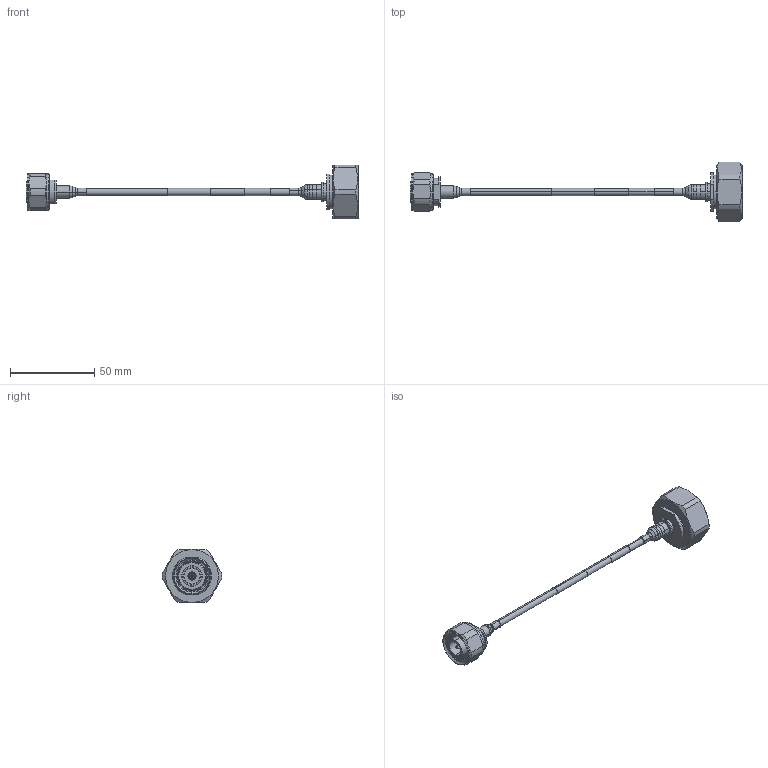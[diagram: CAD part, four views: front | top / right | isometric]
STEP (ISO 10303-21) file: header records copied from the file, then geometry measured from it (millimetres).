
FILE_DESCRIPTION (( 'STEP AP214' ), '1' );
FILE_NAME ('FMCA2472_3D.step', '2024-07-18T18:16:32', ( '' ), ( '' ), 'SwSTEP 2.0', 'SolidWorks 2022', '' );
FILE_SCHEMA (( 'AUTOMOTIVE_DESIGN' ));
Length unit declared in the file: inch
Products named in the file (6): Copy of TC-402-4195M-LP-PE^FMCA2472; Copy of TFT-402-MA1^FMCA2472; Copy of TFT-402-MA1^FMCA2472_1.5; Copy of TC-402-716M-LP-PE^FMCA2472; FMCA2472_3D; Copy of TFT-402-LF^FMCA2472_LABEL PE+FM
Assembly tree (5 placements, depth 2):
  FMCA2472_3D
    Copy of TFT-402-LF^FMCA2472_LABEL PE+FM
    Copy of TC-402-4195M-LP-PE^FMCA2472
    Copy of TFT-402-MA1^FMCA2472
    Copy of TFT-402-MA1^FMCA2472_1.5
    Copy of TC-402-716M-LP-PE^FMCA2472
Bounding box: 196.74 x 35.23 x 31.86 mm (x, y, z)
Volume: 18050.5 mm3; surface area: 14796.5 mm2
Topology: 8 solids, 8 shells, 350 faces, 741 edges, 434 vertices
Faces by surface type: cylinder 121, cone 120, plane 67, torus 42
Entity records: 10465 total; most frequent: CARTESIAN_POINT 2287, DIRECTION 1832, ORIENTED_EDGE 1482, AXIS2_PLACEMENT_3D 777, EDGE_CURVE 741, VERTEX_POINT 434, CIRCLE 419, EDGE_LOOP 389
